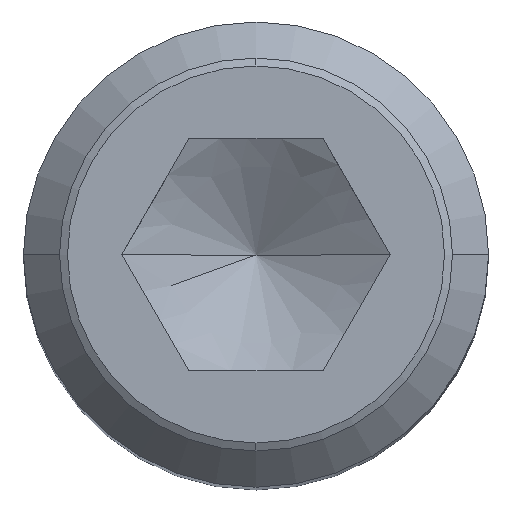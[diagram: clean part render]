
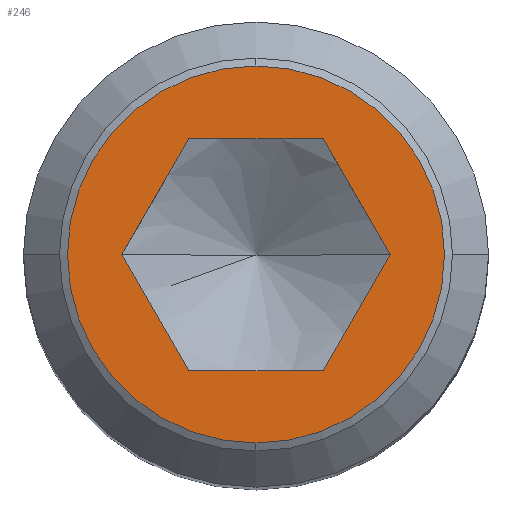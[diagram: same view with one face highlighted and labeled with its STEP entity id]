
A CAD part, top view. The second image highlights one B-rep face of the part: STEP entity #246.
In plain terms, the highlighted planar face has unit normal (0, 0, 1).
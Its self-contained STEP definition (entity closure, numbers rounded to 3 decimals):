
#136=EDGE_CURVE('',#294,#220,#361,.T.);
#166=VERTEX_POINT('',#394);
#184=EDGE_CURVE('',#166,#242,#416,.T.);
#192=EDGE_CURVE('',#314,#230,#424,.T.);
#220=VERTEX_POINT('',#454);
#228=EDGE_CURVE('',#230,#272,#462,.T.);
#230=VERTEX_POINT('',#464);
#242=VERTEX_POINT('',#477);
#246=ADVANCED_FACE('',(#482,#483),#484,.T.);
#262=EDGE_CURVE('',#272,#294,#503,.T.);
#272=VERTEX_POINT('',#514);
#290=EDGE_CURVE('',#242,#166,#533,.T.);
#294=VERTEX_POINT('',#538);
#308=EDGE_CURVE('',#336,#314,#553,.T.);
#314=VERTEX_POINT('',#559);
#318=EDGE_CURVE('',#220,#336,#563,.T.);
#336=VERTEX_POINT('',#585);
#361=LINE('',#603,#604);
#394=CARTESIAN_POINT('',(0.,-1.621,0.));
#416=CIRCLE('',#666,1.621);
#424=LINE('',#679,#680);
#454=CARTESIAN_POINT('',(0.577,-1.,0.));
#462=LINE('',#742,#743);
#464=CARTESIAN_POINT('',(-0.577,1.0,0.));
#477=CARTESIAN_POINT('',(0.,1.621,0.));
#482=FACE_BOUND('',#785,.T.);
#483=FACE_OUTER_BOUND('',#786,.T.);
#484=PLANE('',#787);
#503=LINE('',#811,#812);
#514=CARTESIAN_POINT('',(0.577,1.0,0.));
#533=CIRCLE('',#878,1.621);
#538=CARTESIAN_POINT('',(1.155,0.,0.));
#553=LINE('',#902,#903);
#559=CARTESIAN_POINT('',(-1.155,0.0,0.));
#563=LINE('',#919,#920);
#585=CARTESIAN_POINT('',(-0.577,-1.,0.));
#603=CARTESIAN_POINT('',(0.722,-0.75,0.));
#604=VECTOR('',#956,1.0);
#666=AXIS2_PLACEMENT_3D('',#1027,#1028,#1029);
#679=CARTESIAN_POINT('',(-0.722,0.75,0.));
#680=VECTOR('',#1032,1.0);
#742=CARTESIAN_POINT('',(0.289,1.0,0.));
#743=VECTOR('',#1069,1.0);
#785=EDGE_LOOP('',(#1093,#1094,#1095,#1096,#1097,#1098));
#786=EDGE_LOOP('',(#1099,#1100));
#787=AXIS2_PLACEMENT_3D('',#1101,#1102,#1103);
#811=CARTESIAN_POINT('',(1.01,0.25,0.));
#812=VECTOR('',#1132,1.0);
#878=AXIS2_PLACEMENT_3D('',#1151,#1152,#1153);
#902=CARTESIAN_POINT('',(-1.01,-0.25,0.));
#903=VECTOR('',#1175,1.0);
#919=CARTESIAN_POINT('',(-0.289,-1.,0.));
#920=VECTOR('',#1181,1.0);
#956=DIRECTION('',(-0.5,-0.866,0.));
#1027=CARTESIAN_POINT('',(0.,0.,0.));
#1028=DIRECTION('',(0.0,0.0,1.0));
#1029=DIRECTION('',(0.,1.0,0.0));
#1032=DIRECTION('',(0.5,0.866,0.));
#1069=DIRECTION('',(1.0,0.0,0.0));
#1093=ORIENTED_EDGE('',*,*,#308,.T.);
#1094=ORIENTED_EDGE('',*,*,#192,.T.);
#1095=ORIENTED_EDGE('',*,*,#228,.T.);
#1096=ORIENTED_EDGE('',*,*,#262,.T.);
#1097=ORIENTED_EDGE('',*,*,#136,.T.);
#1098=ORIENTED_EDGE('',*,*,#318,.T.);
#1099=ORIENTED_EDGE('',*,*,#290,.T.);
#1100=ORIENTED_EDGE('',*,*,#184,.T.);
#1101=CARTESIAN_POINT('',(-1.402,0.,0.));
#1102=DIRECTION('',(0.0,0.0,1.0));
#1103=DIRECTION('',(-1.0,0.,0.0));
#1132=DIRECTION('',(0.5,-0.866,0.));
#1151=CARTESIAN_POINT('',(0.,0.,0.));
#1152=DIRECTION('',(0.0,0.0,1.0));
#1153=DIRECTION('',(0.,1.0,0.0));
#1175=DIRECTION('',(-0.5,0.866,0.));
#1181=DIRECTION('',(-1.0,0.0,0.0));
